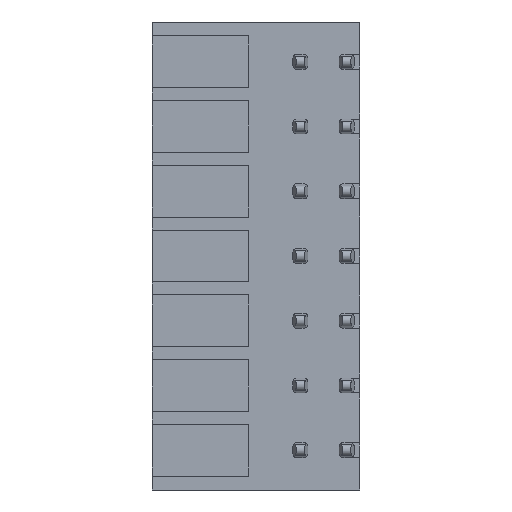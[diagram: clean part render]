
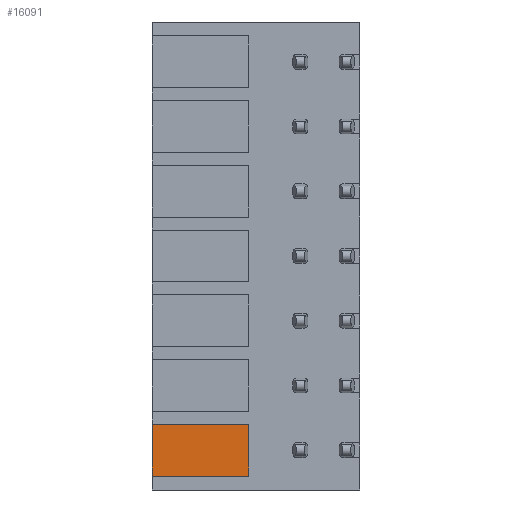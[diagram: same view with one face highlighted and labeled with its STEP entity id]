
A CAD part, front view. The second image highlights one B-rep face of the part: STEP entity #16091.
In plain terms, the highlighted planar face has unit normal (0, -1, 0).
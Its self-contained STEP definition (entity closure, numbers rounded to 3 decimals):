
#707=PLANE('',#17252);
#2655=ORIENTED_EDGE('',*,*,#6930,.F.);
#2656=ORIENTED_EDGE('',*,*,#6931,.T.);
#2657=ORIENTED_EDGE('',*,*,#6932,.F.);
#2658=ORIENTED_EDGE('',*,*,#6933,.F.);
#6930=EDGE_CURVE('',#9119,#9120,#10687,.T.);
#6931=EDGE_CURVE('',#9119,#9121,#10688,.T.);
#6932=EDGE_CURVE('',#9122,#9121,#10689,.T.);
#6933=EDGE_CURVE('',#9120,#9122,#10690,.T.);
#9119=VERTEX_POINT('',#24529);
#9120=VERTEX_POINT('',#24530);
#9121=VERTEX_POINT('',#24532);
#9122=VERTEX_POINT('',#24534);
#10687=LINE('',#24528,#12363);
#10688=LINE('',#24531,#12364);
#10689=LINE('',#24533,#12365);
#10690=LINE('',#24535,#12366);
#12363=VECTOR('',#19732,1000.);
#12364=VECTOR('',#19733,1000.);
#12365=VECTOR('',#19734,1000.);
#12366=VECTOR('',#19735,1000.);
#13860=EDGE_LOOP('',(#2655,#2656,#2657,#2658));
#14877=FACE_BOUND('',#13860,.T.);
#16091=ADVANCED_FACE('',(#14877),#707,.F.);
#17252=AXIS2_PLACEMENT_3D('',#24527,#19730,#19731);
#19730=DIRECTION('',(0.,1.,0.));
#19731=DIRECTION('',(0.,0.,1.));
#19732=DIRECTION('',(0.,0.,1.));
#19733=DIRECTION('',(1.,0.,0.));
#19734=DIRECTION('',(0.,0.,-1.));
#19735=DIRECTION('',(1.,0.,0.));
#24527=CARTESIAN_POINT('',(2.6,0.25,1.987));
#24528=CARTESIAN_POINT('',(0.,0.25,59.737));
#24529=CARTESIAN_POINT('',(0.,0.25,0.587));
#24530=CARTESIAN_POINT('',(0.,0.25,3.387));
#24531=CARTESIAN_POINT('',(0.,0.25,0.587));
#24532=CARTESIAN_POINT('',(5.2,0.25,0.587));
#24533=CARTESIAN_POINT('',(5.2,0.25,3.387));
#24534=CARTESIAN_POINT('',(5.2,0.25,3.387));
#24535=CARTESIAN_POINT('',(0.,0.25,3.387));
